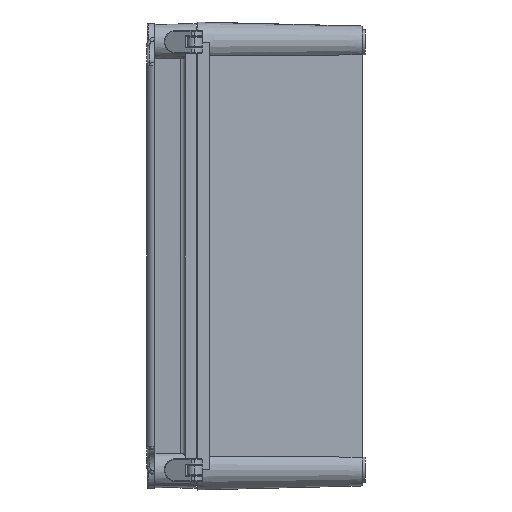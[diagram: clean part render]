
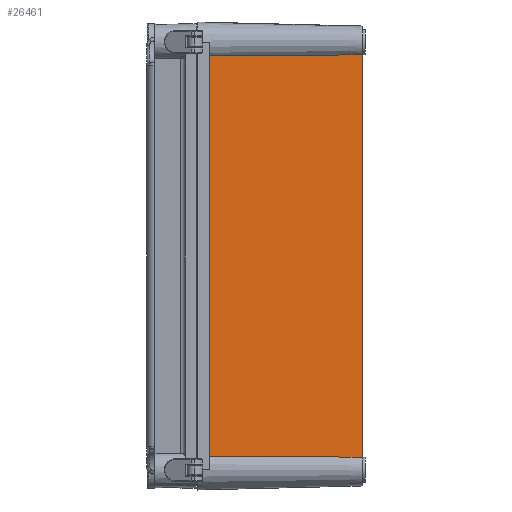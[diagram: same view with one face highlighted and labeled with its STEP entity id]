
A CAD part, left-side view. The second image highlights one B-rep face of the part: STEP entity #26461.
In plain terms, the highlighted planar face has unit normal (-1, -0.028, 0).
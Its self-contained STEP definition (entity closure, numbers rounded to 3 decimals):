
#366 = EDGE_CURVE ( 'NONE', #11046, #10639, #22745, .T. ) ;
#2873 = VERTEX_POINT ( 'NONE', #5595 ) ;
#2967 = LINE ( 'NONE', #10105, #12382 ) ;
#5595 = CARTESIAN_POINT ( 'NONE',  ( -133., 0., 119.5 ) ) ;
#5692 = CARTESIAN_POINT ( 'NONE',  ( -133., 0., -119.5 ) ) ;
#5838 = AXIS2_PLACEMENT_3D ( 'NONE', #17943, #6049, #8669 ) ;
#6049 = DIRECTION ( 'NONE',  ( -1., -0.028, 0. ) ) ;
#7968 = EDGE_CURVE ( 'NONE', #10639, #18409, #11165, .T. ) ;
#8084 = CARTESIAN_POINT ( 'NONE',  ( -133.808, 28.922, -119.241 ) ) ;
#8669 = DIRECTION ( 'NONE',  ( 0.028, -1., 0. ) ) ;
#9150 = CARTESIAN_POINT ( 'NONE',  ( -133., 0., 119.5 ) ) ;
#9527 = EDGE_CURVE ( 'NONE', #18409, #2873, #14286, .T. ) ;
#10105 = CARTESIAN_POINT ( 'NONE',  ( -133., 0., -128. ) ) ;
#10639 = VERTEX_POINT ( 'NONE', #21454 ) ;
#11046 = VERTEX_POINT ( 'NONE', #26103 ) ;
#11165 = LINE ( 'NONE', #26692, #21394 ) ;
#12019 = CARTESIAN_POINT ( 'NONE',  ( -135.536, 90.8, 118.818 ) ) ;
#12162 = FACE_OUTER_BOUND ( 'NONE', #21755, .T. ) ;
#12382 = VECTOR ( 'NONE', #24085, 1000. ) ;
#12616 = ORIENTED_EDGE ( 'NONE', *, *, #7968, .F. ) ;
#13028 = CARTESIAN_POINT ( 'NONE',  ( -135.536, 90.8, -118.818 ) ) ;
#13479 = CARTESIAN_POINT ( 'NONE',  ( -135.536, 90.8, 118.818 ) ) ;
#14286 =( BOUNDED_CURVE ( )  B_SPLINE_CURVE ( 3, ( #12019, #16851, #29833, #9150 ),
 .UNSPECIFIED., .F., .F. ) 
 B_SPLINE_CURVE_WITH_KNOTS ( ( 4, 4 ),
 ( 1.999, 2.155 ),
 .UNSPECIFIED. ) 
 CURVE ( )  GEOMETRIC_REPRESENTATION_ITEM ( )  RATIONAL_B_SPLINE_CURVE ( ( 1., 0.998, 0.998, 1. ) ) 
 REPRESENTATION_ITEM ( '' )  );
#15608 = PLANE ( 'NONE',  #5838 ) ;
#16851 = CARTESIAN_POINT ( 'NONE',  ( -134.655, 59.25, 119.013 ) ) ;
#17943 = CARTESIAN_POINT ( 'NONE',  ( -133., 0., -128. ) ) ;
#18180 = EDGE_CURVE ( 'NONE', #11046, #2873, #2967, .T. ) ;
#18409 = VERTEX_POINT ( 'NONE', #13479 ) ;
#21394 = VECTOR ( 'NONE', #21687, 1000. ) ;
#21454 = CARTESIAN_POINT ( 'NONE',  ( -135.536, 90.8, -118.818 ) ) ;
#21687 = DIRECTION ( 'NONE',  ( 0., 0., 1. ) ) ;
#21755 = EDGE_LOOP ( 'NONE', ( #12616, #29363, #23019, #27680 ) ) ;
#22745 =( BOUNDED_CURVE ( )  B_SPLINE_CURVE ( 3, ( #5692, #8084, #27595, #13028 ),
 .UNSPECIFIED., .F., .F. ) 
 B_SPLINE_CURVE_WITH_KNOTS ( ( 4, 4 ),
 ( 4.128, 4.284 ),
 .UNSPECIFIED. ) 
 CURVE ( )  GEOMETRIC_REPRESENTATION_ITEM ( )  RATIONAL_B_SPLINE_CURVE ( ( 1., 0.998, 0.998, 1. ) ) 
 REPRESENTATION_ITEM ( '' )  );
#23019 = ORIENTED_EDGE ( 'NONE', *, *, #18180, .T. ) ;
#24085 = DIRECTION ( 'NONE',  ( 0., 0., 1. ) ) ;
#26103 = CARTESIAN_POINT ( 'NONE',  ( -133., 0., -119.5 ) ) ;
#26461 = ADVANCED_FACE ( 'NONE', ( #12162 ), #15608, .T. ) ;
#26692 = CARTESIAN_POINT ( 'NONE',  ( -135.536, 90.8, -128. ) ) ;
#27595 = CARTESIAN_POINT ( 'NONE',  ( -134.655, 59.25, -119.013 ) ) ;
#27680 = ORIENTED_EDGE ( 'NONE', *, *, #9527, .F. ) ;
#29363 = ORIENTED_EDGE ( 'NONE', *, *, #366, .F. ) ;
#29833 = CARTESIAN_POINT ( 'NONE',  ( -133.808, 28.922, 119.241 ) ) ;
